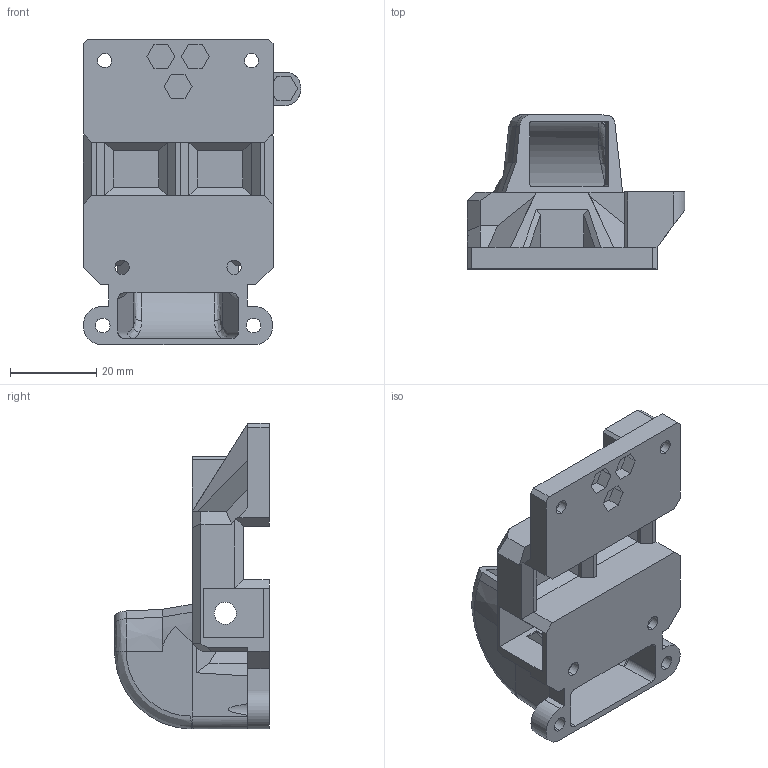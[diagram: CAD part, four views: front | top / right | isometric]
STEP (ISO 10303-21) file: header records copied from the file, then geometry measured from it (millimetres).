
FILE_DESCRIPTION(/* description */ (''),/* implementation_level */ '2;1');
FILE_NAME(/* name */ 'idex eva2.0_back_right.step',/* time_stamp */ '2022-06-13T19:53:35+08:00',/* author */ ('user'),/* organization */ (''),/* preprocessor_version */ 'ST-DEVELOPER v19',/* originating_system */ 'Autodesk Inventor 2023',/* authorisation */ '');
FILE_SCHEMA (('AUTOMOTIVE_DESIGN { 1 0 10303 214 3 1 1 }'));
Length unit declared in the file: millimetre
Products named in the file (1): [Assembly] Orbiter_idex_right
Bounding box: 50.56 x 35.85 x 71 mm (x, y, z)
Volume: 28238.3 mm3; surface area: 16946.5 mm2
Topology: 1 solids, 1 shells, 388 faces, 1039 edges, 669 vertices
Faces by surface type: plane 255, bspline 76, cylinder 51, sphere 4, cone 2
Entity records: 16319 total; most frequent: CARTESIAN_POINT 6969, ORIENTED_EDGE 2076, DIRECTION 1643, EDGE_CURVE 1038, LINE 765, VECTOR 765, VERTEX_POINT 669, AXIS2_PLACEMENT_3D 439
